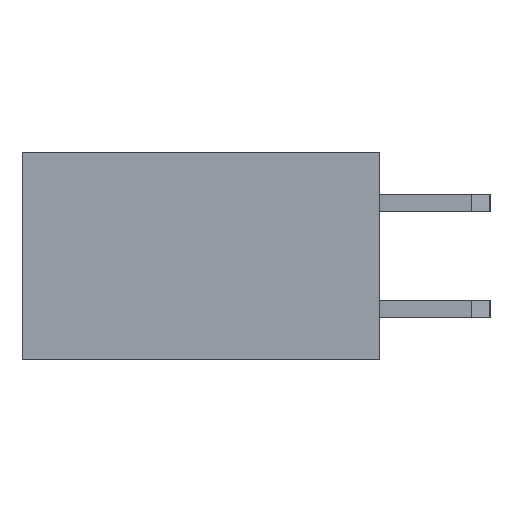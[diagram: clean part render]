
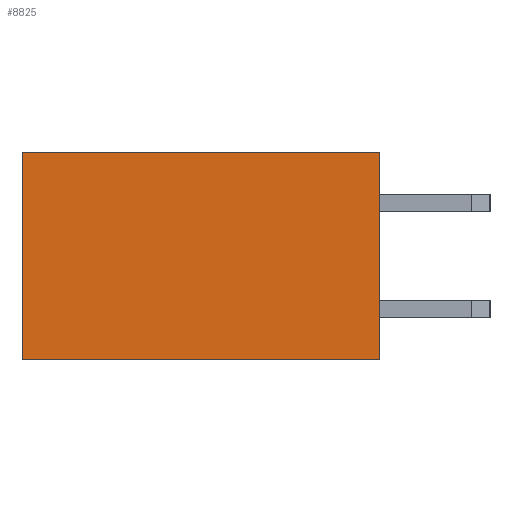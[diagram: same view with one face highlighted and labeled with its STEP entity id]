
A CAD part, left-side view. The second image highlights one B-rep face of the part: STEP entity #8825.
In plain terms, the highlighted planar face has unit normal (-1, 0, 0).
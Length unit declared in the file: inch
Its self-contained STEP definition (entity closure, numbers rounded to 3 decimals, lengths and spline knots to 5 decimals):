
#791=ORIENTED_EDGE('',*,*,#3080,.T.);
#792=ORIENTED_EDGE('',*,*,#2603,.F.);
#793=ORIENTED_EDGE('',*,*,#3115,.F.);
#794=ORIENTED_EDGE('',*,*,#2595,.T.);
#2595=EDGE_CURVE('',#3844,#3843,#4675,.T.);
#2603=EDGE_CURVE('',#3851,#3852,#4683,.T.);
#3080=EDGE_CURVE('',#3843,#3852,#5160,.T.);
#3115=EDGE_CURVE('',#3844,#3851,#5195,.T.);
#3843=VERTEX_POINT('',#11905);
#3844=VERTEX_POINT('',#11907);
#3851=VERTEX_POINT('',#11922);
#3852=VERTEX_POINT('',#11924);
#4675=LINE('',#11906,#5923);
#4683=LINE('',#11923,#5931);
#5160=LINE('',#12876,#6408);
#5195=LINE('',#12929,#6443);
#5923=VECTOR('',#9677,39.37008);
#5931=VECTOR('',#9687,39.37008);
#6408=VECTOR('',#10438,39.37008);
#6443=VECTOR('',#10509,39.37008);
#7259=EDGE_LOOP('',(#791,#792,#793,#794));
#7815=FACE_BOUND('',#7259,.T.);
#8371=PLANE('',#9305);
#8825=ADVANCED_FACE('',(#7815),#8371,.F.);
#9305=AXIS2_PLACEMENT_3D('',#12928,#10507,#10508);
#9677=DIRECTION('',(0.,-1.,0.));
#9687=DIRECTION('',(0.,-1.,0.));
#10438=DIRECTION('',(0.,0.,1.));
#10507=DIRECTION('',(1.,0.,0.));
#10508=DIRECTION('',(0.,0.,-1.));
#10509=DIRECTION('',(0.,0.,1.));
#11905=CARTESIAN_POINT('',(-0.86,0.,-0.0975));
#11906=CARTESIAN_POINT('',(-0.86,0.335,-0.0975));
#11907=CARTESIAN_POINT('',(-0.86,0.335,-0.0975));
#11922=CARTESIAN_POINT('',(-0.86,0.335,0.0975));
#11923=CARTESIAN_POINT('',(-0.86,0.335,0.0975));
#11924=CARTESIAN_POINT('',(-0.86,0.,0.0975));
#12876=CARTESIAN_POINT('',(-0.86,0.,-0.0975));
#12928=CARTESIAN_POINT('',(-0.86,0.335,-0.0975));
#12929=CARTESIAN_POINT('',(-0.86,0.335,-0.0975));
